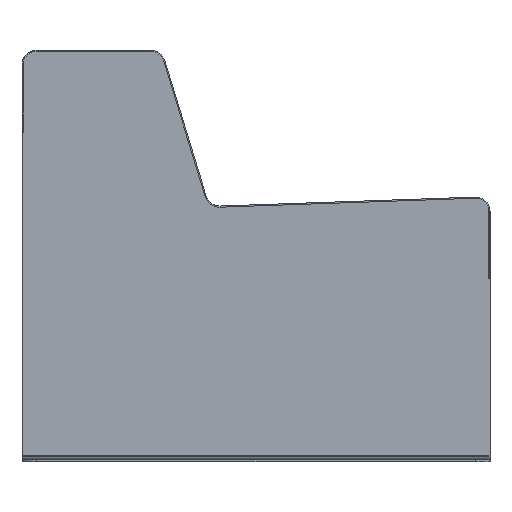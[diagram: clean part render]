
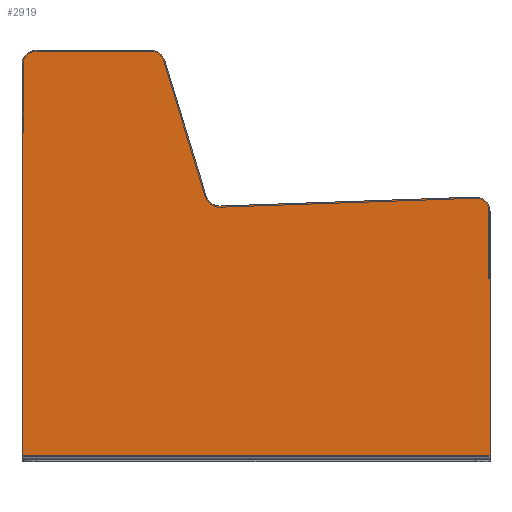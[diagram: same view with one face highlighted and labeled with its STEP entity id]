
A CAD part, top view. The second image highlights one B-rep face of the part: STEP entity #2919.
In plain terms, the highlighted planar face has unit normal (0, 0, 1).
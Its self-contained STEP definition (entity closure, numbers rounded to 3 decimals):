
#50 = CARTESIAN_POINT ( 'NONE',  ( -85.092, 450.859, 6. ) ) ;
#135 = DIRECTION ( 'NONE',  ( -0.999, -0.035, 0. ) ) ;
#157 = DIRECTION ( 'NONE',  ( 0., 0., 1. ) ) ;
#173 = ORIENTED_EDGE ( 'NONE', *, *, #1456, .T. ) ;
#235 = CARTESIAN_POINT ( 'NONE',  ( -179.021, 700., 6. ) ) ;
#278 = VERTEX_POINT ( 'NONE', #457 ) ;
#358 = CARTESIAN_POINT ( 'NONE',  ( -85.092, 450.859, 6. ) ) ;
#409 = CARTESIAN_POINT ( 'NONE',  ( -61.303, 433.891, 6. ) ) ;
#457 = CARTESIAN_POINT ( 'NONE',  ( 375.162, 449.133, 6. ) ) ;
#458 = CARTESIAN_POINT ( 'NONE',  ( -376., 700., 6. ) ) ;
#582 = DIRECTION ( 'NONE',  ( 1., 0., 0. ) ) ;
#695 = CIRCLE ( 'NONE', #4484, 24. ) ;
#730 = DIRECTION ( 'NONE',  ( 1., 0., 0. ) ) ;
#838 = AXIS2_PLACEMENT_3D ( 'NONE', #4339, #157, #582 ) ;
#847 = VERTEX_POINT ( 'NONE', #50 ) ;
#956 = VECTOR ( 'NONE', #4104, 1000. ) ;
#984 = EDGE_CURVE ( 'NONE', #3603, #2296, #3918, .T. ) ;
#992 = ORIENTED_EDGE ( 'NONE', *, *, #984, .T. ) ;
#1078 = VERTEX_POINT ( 'NONE', #1277 ) ;
#1277 = CARTESIAN_POINT ( 'NONE',  ( 400., 6.737, 6. ) ) ;
#1354 = EDGE_CURVE ( 'NONE', #278, #1590, #1812, .T. ) ;
#1371 = ORIENTED_EDGE ( 'NONE', *, *, #4750, .T. ) ;
#1442 = CARTESIAN_POINT ( 'NONE',  ( -61.303, 433.891, 6. ) ) ;
#1456 = EDGE_CURVE ( 'NONE', #2296, #2078, #3461, .T. ) ;
#1486 = LINE ( 'NONE', #2884, #956 ) ;
#1590 = VERTEX_POINT ( 'NONE', #409 ) ;
#1613 = ORIENTED_EDGE ( 'NONE', *, *, #2202, .T. ) ;
#1771 = EDGE_LOOP ( 'NONE', ( #3957, #2690, #1371, #5045, #4042, #1613, #2206, #3061, #992, #173 ) ) ;
#1812 = LINE ( 'NONE', #1442, #4786 ) ;
#1956 = EDGE_CURVE ( 'NONE', #2078, #4638, #3339, .T. ) ;
#1959 = DIRECTION ( 'NONE',  ( 1., 0., 0. ) ) ;
#2046 = CARTESIAN_POINT ( 'NONE',  ( -179.021, 676., 6. ) ) ;
#2063 = DIRECTION ( 'NONE',  ( 1., 0., 0. ) ) ;
#2078 = VERTEX_POINT ( 'NONE', #3669 ) ;
#2129 = EDGE_CURVE ( 'NONE', #3250, #3603, #695, .T. ) ;
#2151 = LINE ( 'NONE', #358, #5470 ) ;
#2173 = DIRECTION ( 'NONE',  ( 0., 0., -1. ) ) ;
#2202 = EDGE_CURVE ( 'NONE', #1590, #847, #3197, .T. ) ;
#2206 = ORIENTED_EDGE ( 'NONE', *, *, #4939, .T. ) ;
#2213 = DIRECTION ( 'NONE',  ( 0., -1., 0. ) ) ;
#2228 = CARTESIAN_POINT ( 'NONE',  ( -400., 676., 6. ) ) ;
#2296 = VERTEX_POINT ( 'NONE', #458 ) ;
#2362 = DIRECTION ( 'NONE',  ( 0., 0., 1. ) ) ;
#2384 = AXIS2_PLACEMENT_3D ( 'NONE', #2848, #4958, #730 ) ;
#2399 = CIRCLE ( 'NONE', #2384, 24. ) ;
#2605 = LINE ( 'NONE', #4091, #2606 ) ;
#2606 = VECTOR ( 'NONE', #1959, 1000. ) ;
#2690 = ORIENTED_EDGE ( 'NONE', *, *, #4323, .T. ) ;
#2778 = DIRECTION ( 'NONE',  ( 1., 0., 0. ) ) ;
#2809 = VECTOR ( 'NONE', #2213, 1000. ) ;
#2848 = CARTESIAN_POINT ( 'NONE',  ( 376., 425.147, 6. ) ) ;
#2870 = DIRECTION ( 'NONE',  ( 0., 0., 1. ) ) ;
#2884 = CARTESIAN_POINT ( 'NONE',  ( 400., 425.147, 6. ) ) ;
#2919 = ADVANCED_FACE ( 'NONE', ( #3586 ), #4463, .T. ) ;
#3061 = ORIENTED_EDGE ( 'NONE', *, *, #2129, .T. ) ;
#3197 = CIRCLE ( 'NONE', #4687, 24. ) ;
#3250 = VERTEX_POINT ( 'NONE', #4833 ) ;
#3339 = LINE ( 'NONE', #2228, #2809 ) ;
#3461 = CIRCLE ( 'NONE', #838, 24. ) ;
#3586 = FACE_OUTER_BOUND ( 'NONE', #1771, .T. ) ;
#3603 = VERTEX_POINT ( 'NONE', #4438 ) ;
#3669 = CARTESIAN_POINT ( 'NONE',  ( -400., 676., 6. ) ) ;
#3828 = CARTESIAN_POINT ( 'NONE',  ( -62.141, 457.876, 6. ) ) ;
#3918 = LINE ( 'NONE', #235, #4608 ) ;
#3957 = ORIENTED_EDGE ( 'NONE', *, *, #1956, .T. ) ;
#3966 = VERTEX_POINT ( 'NONE', #4213 ) ;
#4042 = ORIENTED_EDGE ( 'NONE', *, *, #1354, .T. ) ;
#4091 = CARTESIAN_POINT ( 'NONE',  ( -400., 6.737, 6. ) ) ;
#4104 = DIRECTION ( 'NONE',  ( 0., 1., 0. ) ) ;
#4213 = CARTESIAN_POINT ( 'NONE',  ( 400., 425.147, 6. ) ) ;
#4214 = EDGE_CURVE ( 'NONE', #3966, #278, #2399, .T. ) ;
#4323 = EDGE_CURVE ( 'NONE', #4638, #1078, #2605, .T. ) ;
#4339 = CARTESIAN_POINT ( 'NONE',  ( -376., 676., 6. ) ) ;
#4345 = CARTESIAN_POINT ( 'NONE',  ( -400., 6.737, 6. ) ) ;
#4438 = CARTESIAN_POINT ( 'NONE',  ( -179.021, 700., 6. ) ) ;
#4463 = PLANE ( 'NONE',  #5051 ) ;
#4484 = AXIS2_PLACEMENT_3D ( 'NONE', #2046, #2870, #2063 ) ;
#4608 = VECTOR ( 'NONE', #4885, 1000. ) ;
#4638 = VERTEX_POINT ( 'NONE', #4345 ) ;
#4687 = AXIS2_PLACEMENT_3D ( 'NONE', #3828, #2173, #4691 ) ;
#4691 = DIRECTION ( 'NONE',  ( 1., 0., 0. ) ) ;
#4750 = EDGE_CURVE ( 'NONE', #1078, #3966, #1486, .T. ) ;
#4786 = VECTOR ( 'NONE', #135, 1000. ) ;
#4833 = CARTESIAN_POINT ( 'NONE',  ( -156.07, 683.017, 6. ) ) ;
#4885 = DIRECTION ( 'NONE',  ( -1., 0., 0. ) ) ;
#4939 = EDGE_CURVE ( 'NONE', #847, #3250, #2151, .T. ) ;
#4958 = DIRECTION ( 'NONE',  ( 0., 0., 1. ) ) ;
#5016 = DIRECTION ( 'NONE',  ( -0.292, 0.956, 0. ) ) ;
#5045 = ORIENTED_EDGE ( 'NONE', *, *, #4214, .T. ) ;
#5051 = AXIS2_PLACEMENT_3D ( 'NONE', #5347, #2362, #2778 ) ;
#5347 = CARTESIAN_POINT ( 'NONE',  ( -376., 676., 6. ) ) ;
#5470 = VECTOR ( 'NONE', #5016, 1000. ) ;
